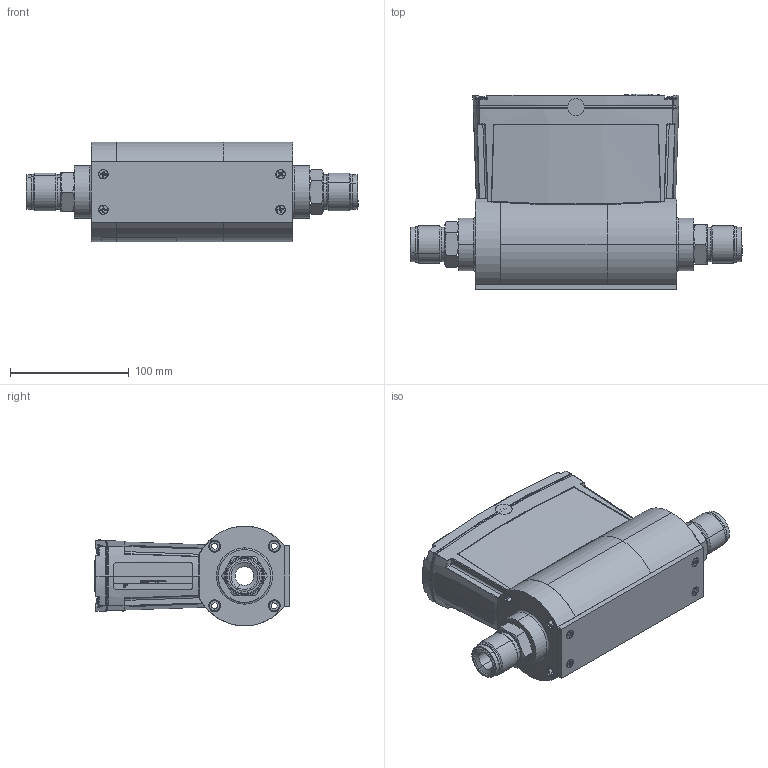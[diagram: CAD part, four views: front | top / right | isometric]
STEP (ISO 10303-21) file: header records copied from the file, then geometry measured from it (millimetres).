
FILE_DESCRIPTION (( 'STEP AP214' ), '1' );
FILE_NAME ('IE1000 HIGH FLOW-12VCR-15Pin-5VDC.STEP', '2016-05-27T20:35:19', ( '' ), ( '' ), 'SwSTEP 2.0', 'SolidWorks 2015', '' );
FILE_SCHEMA (( 'AUTOMOTIVE_DESIGN' ));
Length unit declared in the file: inch
Products named in the file (1): IE1000 HIGH FLOW-12VCR-15Pin-5VDC
Bounding box: 279.9 x 164.64 x 84.07 mm (x, y, z)
Surface area: 166890.9 mm2 (no closed solid volume)
Topology: 0 solids, 67 shells, 875 faces, 3260 edges, 2394 vertices
Faces by surface type: plane 390, cylinder 149, torus 125, cone 102, bspline 78, sphere 31
Entity records: 50181 total; most frequent: CARTESIAN_POINT 12848, DIRECTION 5311, ORIENTED_EDGE 4799, EDGE_CURVE 3221, VERTEX_POINT 2376, AXIS2_PLACEMENT_3D 1956, VECTOR 1399, LINE 1399
